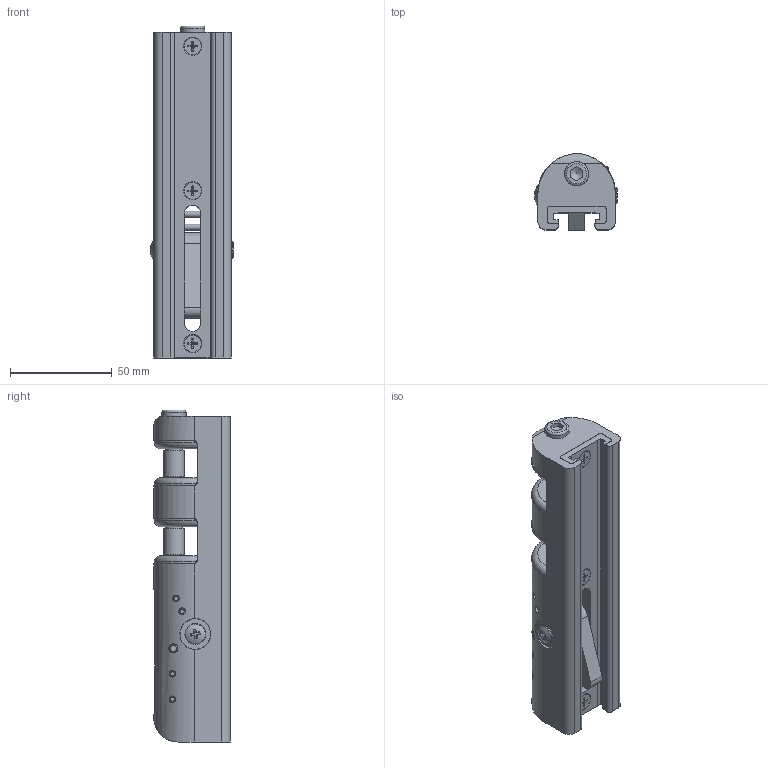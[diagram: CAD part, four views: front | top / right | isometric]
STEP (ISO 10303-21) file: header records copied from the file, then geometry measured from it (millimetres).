
FILE_DESCRIPTION(/* description */ (''),/* implementation_level */ '2;1');
FILE_NAME(/* name */ 'HS22.160R.stp',/* time_stamp */ '2018-01-24T16:50:13+01:00',/* author */ ('gianni'),/* organization */ (''),/* preprocessor_version */ 'ST-DEVELOPER v16.5',/* originating_system */ 'Autodesk Inventor 2017',/* authorisation */ '');
FILE_SCHEMA (('AUTOMOTIVE_DESIGN { 1 0 10303 214 3 1 1 }'));
Length unit declared in the file: millimetre
Products named in the file (1): HS22.160R - Per CAD Lib
Bounding box: 40.63 x 37.63 x 163 mm (x, y, z)
Volume: 145011.1 mm3; surface area: 39103.7 mm2
Topology: 3 solids, 3 shells, 369 faces, 981 edges, 640 vertices
Faces by surface type: plane 192, cylinder 86, cone 60, torus 29, sphere 2
Full cylindrical faces by diameter (mm): 3 x8, 3.2 x8, 4 x2, 4.5 x2, 5.5 x4, 6 x5, 7 x1, 7.5 x1, 8 x3, 8.2 x2, 8.4 x3, 10 x2, 10.2 x1, 11.8 x1, 12 x1, 15 x1, 15.2 x1
Entity records: 11573 total; most frequent: CARTESIAN_POINT 2882, DIRECTION 1814, ORIENTED_EDGE 1734, EDGE_CURVE 867, AXIS2_PLACEMENT_3D 708, VERTEX_POINT 607, EDGE_LOOP 496, LINE 398
